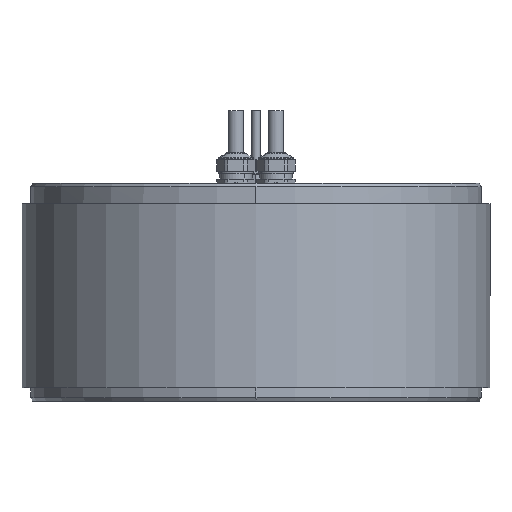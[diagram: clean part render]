
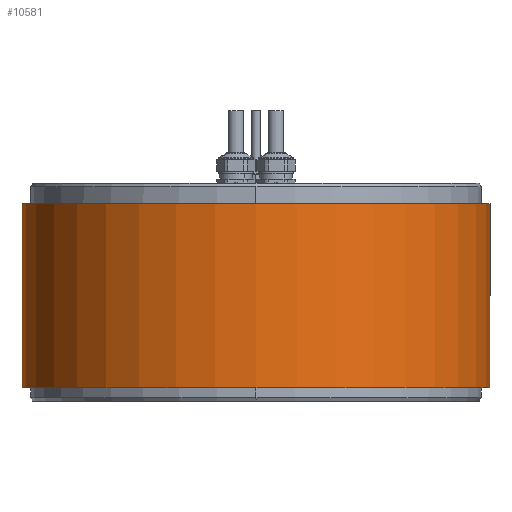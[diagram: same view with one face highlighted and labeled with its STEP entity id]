
A CAD part, front view. The second image highlights one B-rep face of the part: STEP entity #10581.
In plain terms, the highlighted cylindrical face has radius 161 mm (diameter 322 mm), a partial arc.
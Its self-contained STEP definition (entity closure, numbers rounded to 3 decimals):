
#1625=CARTESIAN_POINT('',(0.,0.,-14.1));
#1626=DIRECTION('',(0.,0.,1.));
#1627=DIRECTION('',(-0.183,0.983,0.));
#1628=AXIS2_PLACEMENT_3D('',#1625,#1626,#1627);
#1630=DIRECTION('',(0.,0.,1.));
#1631=VECTOR('',#1630,126.8);
#1632=CARTESIAN_POINT('',(29.5,158.274,-140.9));
#1633=LINE('',#1632,#1631);
#1634=CARTESIAN_POINT('',(0.,0.,-140.9));
#1635=DIRECTION('',(0.,0.,-1.));
#1636=DIRECTION('',(0.183,0.983,0.));
#1637=AXIS2_PLACEMENT_3D('',#1634,#1635,#1636);
#1639=DIRECTION('',(0.,0.,1.));
#1640=VECTOR('',#1639,126.8);
#1641=CARTESIAN_POINT('',(-29.5,158.274,-140.9));
#1642=LINE('',#1641,#1640);
#6908=CARTESIAN_POINT('',(-29.5,158.274,-140.9));
#6909=CARTESIAN_POINT('',(29.5,158.274,-140.9));
#6910=VERTEX_POINT('',#6908);
#6911=VERTEX_POINT('',#6909);
#6912=CARTESIAN_POINT('',(-29.5,158.274,-14.1));
#6913=CARTESIAN_POINT('',(29.5,158.274,-14.1));
#6914=VERTEX_POINT('',#6912);
#6915=VERTEX_POINT('',#6913);
#10569=CARTESIAN_POINT('',(0.,0.,-7.76));
#10570=DIRECTION('',(0.,0.,-1.));
#10571=DIRECTION('',(1.,0.,0.));
#10572=AXIS2_PLACEMENT_3D('',#10569,#10570,#10571);
#10573=CYLINDRICAL_SURFACE('',#10572,161.);
#10575=ORIENTED_EDGE('',*,*,#10574,.T.);
#10576=ORIENTED_EDGE('',*,*,#10534,.F.);
#10577=ORIENTED_EDGE('',*,*,#10558,.T.);
#10578=ORIENTED_EDGE('',*,*,#10538,.T.);
#10579=EDGE_LOOP('',(#10575,#10576,#10577,#10578));
#10580=FACE_OUTER_BOUND('',#10579,.F.);
#10581=ADVANCED_FACE('',(#10580),#10573,.T.);
#1629=CIRCLE('',#1628,161.);
#1638=CIRCLE('',#1637,161.);
#10534=EDGE_CURVE('',#6911,#6915,#1633,.T.);
#10538=EDGE_CURVE('',#6910,#6914,#1642,.T.);
#10558=EDGE_CURVE('',#6911,#6910,#1638,.T.);
#10574=EDGE_CURVE('',#6914,#6915,#1629,.T.);
